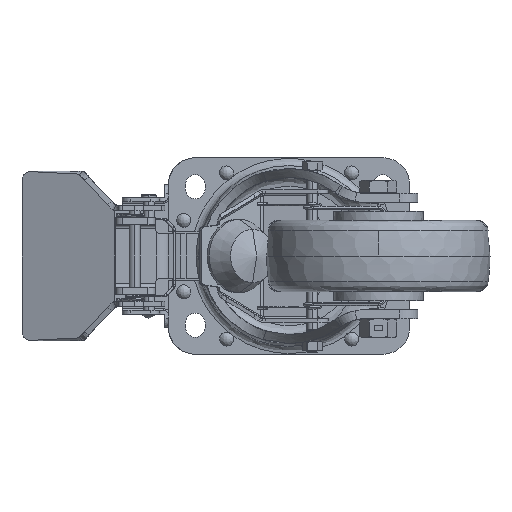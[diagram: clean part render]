
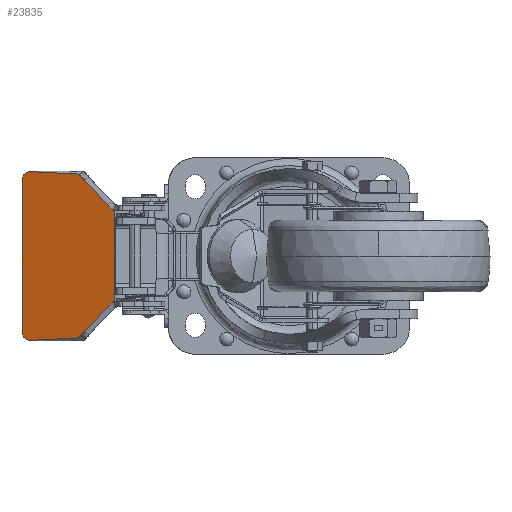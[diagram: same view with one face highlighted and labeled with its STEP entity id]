
A CAD part, front view. The second image highlights one B-rep face of the part: STEP entity #23835.
In plain terms, the highlighted planar face has unit normal (-0.342, -0.94, 0).
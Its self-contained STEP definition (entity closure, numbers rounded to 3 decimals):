
#22 = CARTESIAN_POINT ( 'NONE',  ( -149.366, 13.167, -43.576 ) ) ;
#265 = CARTESIAN_POINT ( 'NONE',  ( -98.298, -5.42, 25.25 ) ) ;
#1379 = CARTESIAN_POINT ( 'NONE',  ( -146.768, 12.222, 46.807 ) ) ;
#1679 = LINE ( 'NONE', #265, #24206 ) ;
#1947 = EDGE_CURVE ( 'NONE', #15855, #29317, #38310, .T. ) ;
#2083 = CARTESIAN_POINT ( 'NONE',  ( -149.4, 13.179, 43.4 ) ) ;
#2110 = CARTESIAN_POINT ( 'NONE',  ( -144.601, 11.433, -47.246 ) ) ;
#3023 = ORIENTED_EDGE ( 'NONE', *, *, #8387, .F. ) ;
#3852 = CARTESIAN_POINT ( 'NONE',  ( -97.529, -5.7, -25.25 ) ) ;
#3904 = CARTESIAN_POINT ( 'NONE',  ( -148.776, 12.953, -44.957 ) ) ;
#4022 = DIRECTION ( 'NONE',  ( -0.94, 0.342, 0. ) ) ;
#4428 = CARTESIAN_POINT ( 'NONE',  ( -146.766, 12.221, -46.817 ) ) ;
#4947 = DIRECTION ( 'NONE',  ( 0., 0., 1. ) ) ;
#5366 = DIRECTION ( 'NONE',  ( -0.94, 0.342, 0. ) ) ;
#5595 = CARTESIAN_POINT ( 'NONE',  ( -149.526, 13.225, 42.232 ) ) ;
#6659 = VECTOR ( 'NONE', #4947, 1000. ) ;
#6870 = CARTESIAN_POINT ( 'NONE',  ( -149.526, 13.225, 0. ) ) ;
#6890 = CARTESIAN_POINT ( 'NONE',  ( -98.026, -5.519, 47.5 ) ) ;
#7079 = EDGE_CURVE ( 'NONE', #45604, #25859, #13659, .T. ) ;
#7259 = DIRECTION ( 'NONE',  ( 0.939, -0.342, -0.048 ) ) ;
#7744 = CARTESIAN_POINT ( 'NONE',  ( -147.586, 12.519, -46.31 ) ) ;
#7910 = CARTESIAN_POINT ( 'NONE',  ( -149.014, 13.039, -44.516 ) ) ;
#8000 = EDGE_CURVE ( 'NONE', #28233, #33523, #38064, .T. ) ;
#8387 = EDGE_CURVE ( 'NONE', #19214, #33757, #8418, .T. ) ;
#8418 = B_SPLINE_CURVE_WITH_KNOTS ( 'NONE', 3,
 ( #36381, #28320, #44253, #51695, #40401, #31994, #39726, #4428, #27641, #7744, #15748, #47980, #27809, #3904, #31825, #7910, #11901, #19952, #22, #16619, #48836, #40739 ),
 .UNSPECIFIED., .F., .F.,
 ( 4, 2, 2, 2, 2, 2, 2, 2, 2, 2, 4 ),
 ( 0., 0.001, 0.002, 0.002, 0.003, 0.004, 0.005, 0.006, 0.006, 0.007, 0.008 ),
 .UNSPECIFIED. ) ;
#9285 = CARTESIAN_POINT ( 'NONE',  ( -97.529, -5.7, 47.5 ) ) ;
#9576 = CARTESIAN_POINT ( 'NONE',  ( -149.526, 13.225, 42.573 ) ) ;
#9752 = CARTESIAN_POINT ( 'NONE',  ( -145.239, 11.665, 47.244 ) ) ;
#9936 = CARTESIAN_POINT ( 'NONE',  ( -149.361, 13.165, 43.563 ) ) ;
#10103 = CARTESIAN_POINT ( 'NONE',  ( -97.529, -5.7, -25.25 ) ) ;
#11901 = CARTESIAN_POINT ( 'NONE',  ( -149.084, 13.064, -44.365 ) ) ;
#12177 = CARTESIAN_POINT ( 'NONE',  ( -98.298, -5.42, 25.25 ) ) ;
#13302 = ORIENTED_EDGE ( 'NONE', *, *, #8000, .T. ) ;
#13421 = CARTESIAN_POINT ( 'NONE',  ( -148.513, 12.857, 45.364 ) ) ;
#13486 = VERTEX_POINT ( 'NONE', #50459 ) ;
#13659 = LINE ( 'NONE', #30814, #49392 ) ;
#14115 = CARTESIAN_POINT ( 'NONE',  ( -149.267, 13.131, 43.885 ) ) ;
#14593 = EDGE_LOOP ( 'NONE', ( #23317, #3023, #26909, #13302, #48682, #51783, #32008, #45597, #48977, #23834 ) ) ;
#14725 = DIRECTION ( 'NONE',  ( -0.94, 0.342, 0. ) ) ;
#15748 = CARTESIAN_POINT ( 'NONE',  ( -147.841, 12.612, -46.098 ) ) ;
#15855 = VERTEX_POINT ( 'NONE', #36486 ) ;
#15872 = CARTESIAN_POINT ( 'NONE',  ( -149.526, 13.225, -42.232 ) ) ;
#16619 = CARTESIAN_POINT ( 'NONE',  ( -149.494, 13.214, -42.91 ) ) ;
#16683 = CARTESIAN_POINT ( 'NONE',  ( -117.66, 1.627, -45.856 ) ) ;
#17245 = DIRECTION ( 'NONE',  ( 0.939, -0.342, 0.048 ) ) ;
#17631 = CARTESIAN_POINT ( 'NONE',  ( -117.66, 1.627, 45.856 ) ) ;
#19214 = VERTEX_POINT ( 'NONE', #2110 ) ;
#19388 = CARTESIAN_POINT ( 'NONE',  ( -98.298, -5.42, -25.25 ) ) ;
#19952 = CARTESIAN_POINT ( 'NONE',  ( -149.27, 13.132, -43.901 ) ) ;
#21148 = EDGE_CURVE ( 'NONE', #47459, #15855, #48637, .T. ) ;
#21979 = CARTESIAN_POINT ( 'NONE',  ( -145.871, 11.895, 47.138 ) ) ;
#22421 = PLANE ( 'NONE',  #29952 ) ;
#23317 = ORIENTED_EDGE ( 'NONE', *, *, #31966, .T. ) ;
#23712 = VECTOR ( 'NONE', #39201, 1000. ) ;
#23834 = ORIENTED_EDGE ( 'NONE', *, *, #26702, .F. ) ;
#23835 = ADVANCED_FACE ( 'NONE', ( #45849 ), #22421, .T. ) ;
#24206 = VECTOR ( 'NONE', #44323, 1000. ) ;
#24923 = VECTOR ( 'NONE', #44673, 1000. ) ;
#25322 = CARTESIAN_POINT ( 'NONE',  ( -144.921, 11.549, 47.262 ) ) ;
#25328 = VECTOR ( 'NONE', #17245, 1000. ) ;
#25837 = CARTESIAN_POINT ( 'NONE',  ( -149.211, 13.111, 44.046 ) ) ;
#25859 = VERTEX_POINT ( 'NONE', #17631 ) ;
#26013 = CARTESIAN_POINT ( 'NONE',  ( -149.494, 13.214, 42.907 ) ) ;
#26436 = DIRECTION ( 'NONE',  ( -0.342, -0.94, 0. ) ) ;
#26702 = EDGE_CURVE ( 'NONE', #13486, #45604, #27876, .T. ) ;
#26909 = ORIENTED_EDGE ( 'NONE', *, *, #33919, .T. ) ;
#27641 = CARTESIAN_POINT ( 'NONE',  ( -147.05, 12.324, -46.668 ) ) ;
#27809 = CARTESIAN_POINT ( 'NONE',  ( -148.504, 12.853, -45.376 ) ) ;
#27876 = B_SPLINE_CURVE_WITH_KNOTS ( 'NONE', 3,
 ( #5595, #9576, #26013, #2083, #9936, #14115, #25837, #33899, #49674, #13421, #41392, #45441, #29681, #30027, #37910, #1379, #37561, #34079, #21979, #9752, #25322, #29326 ),
 .UNSPECIFIED., .F., .F.,
 ( 4, 2, 2, 2, 2, 2, 2, 2, 2, 2, 4 ),
 ( 0., 0.001, 0.002, 0.002, 0.003, 0.004, 0.005, 0.006, 0.006, 0.007, 0.008 ),
 .UNSPECIFIED. ) ;
#28233 = VERTEX_POINT ( 'NONE', #37849 ) ;
#28255 = CARTESIAN_POINT ( 'NONE',  ( -144.601, 11.433, 47.246 ) ) ;
#28320 = CARTESIAN_POINT ( 'NONE',  ( -144.921, 11.549, -47.262 ) ) ;
#29317 = VERTEX_POINT ( 'NONE', #12177 ) ;
#29326 = CARTESIAN_POINT ( 'NONE',  ( -144.601, 11.433, 47.246 ) ) ;
#29681 = CARTESIAN_POINT ( 'NONE',  ( -147.597, 12.523, 46.301 ) ) ;
#29952 = AXIS2_PLACEMENT_3D ( 'NONE', #6890, #26436, #14725 ) ;
#30027 = CARTESIAN_POINT ( 'NONE',  ( -147.193, 12.376, 46.572 ) ) ;
#30814 = CARTESIAN_POINT ( 'NONE',  ( -131.353, 6.611, 46.562 ) ) ;
#31825 = CARTESIAN_POINT ( 'NONE',  ( -148.861, 12.983, -44.812 ) ) ;
#31966 = EDGE_CURVE ( 'NONE', #13486, #33757, #34373, .T. ) ;
#31994 = CARTESIAN_POINT ( 'NONE',  ( -146.165, 12.002, -47.047 ) ) ;
#32008 = ORIENTED_EDGE ( 'NONE', *, *, #1947, .T. ) ;
#33513 = VECTOR ( 'NONE', #4022, 1000. ) ;
#33523 = VERTEX_POINT ( 'NONE', #19388 ) ;
#33757 = VERTEX_POINT ( 'NONE', #15872 ) ;
#33764 = EDGE_CURVE ( 'NONE', #47459, #33523, #34178, .T. ) ;
#33899 = CARTESIAN_POINT ( 'NONE',  ( -149.024, 13.043, 44.514 ) ) ;
#33919 = EDGE_CURVE ( 'NONE', #19214, #28233, #46626, .T. ) ;
#34079 = CARTESIAN_POINT ( 'NONE',  ( -146.179, 12.007, 47.051 ) ) ;
#34178 = LINE ( 'NONE', #3852, #33513 ) ;
#34373 = LINE ( 'NONE', #6870, #23712 ) ;
#36381 = CARTESIAN_POINT ( 'NONE',  ( -144.601, 11.433, -47.246 ) ) ;
#36486 = CARTESIAN_POINT ( 'NONE',  ( -97.529, -5.7, 25.25 ) ) ;
#37532 = CARTESIAN_POINT ( 'NONE',  ( -131.353, 6.611, -46.562 ) ) ;
#37561 = CARTESIAN_POINT ( 'NONE',  ( -146.623, 12.169, 46.874 ) ) ;
#37849 = CARTESIAN_POINT ( 'NONE',  ( -117.66, 1.627, -45.856 ) ) ;
#37910 = CARTESIAN_POINT ( 'NONE',  ( -147.053, 12.325, 46.656 ) ) ;
#38064 = LINE ( 'NONE', #16683, #24923 ) ;
#38310 = LINE ( 'NONE', #41164, #50909 ) ;
#39201 = DIRECTION ( 'NONE',  ( 0., 0., -1. ) ) ;
#39726 = CARTESIAN_POINT ( 'NONE',  ( -146.318, 12.058, -46.996 ) ) ;
#40401 = CARTESIAN_POINT ( 'NONE',  ( -145.858, 11.89, -47.132 ) ) ;
#40739 = CARTESIAN_POINT ( 'NONE',  ( -149.526, 13.225, -42.232 ) ) ;
#41164 = CARTESIAN_POINT ( 'NONE',  ( -97.529, -5.7, 25.25 ) ) ;
#41392 = CARTESIAN_POINT ( 'NONE',  ( -148.303, 12.78, 45.626 ) ) ;
#44001 = EDGE_CURVE ( 'NONE', #29317, #25859, #1679, .T. ) ;
#44253 = CARTESIAN_POINT ( 'NONE',  ( -145.237, 11.664, -47.244 ) ) ;
#44323 = DIRECTION ( 'NONE',  ( -0.664, 0.242, 0.707 ) ) ;
#44673 = DIRECTION ( 'NONE',  ( 0.664, -0.242, 0.707 ) ) ;
#45441 = CARTESIAN_POINT ( 'NONE',  ( -147.846, 12.614, 46.093 ) ) ;
#45597 = ORIENTED_EDGE ( 'NONE', *, *, #44001, .T. ) ;
#45604 = VERTEX_POINT ( 'NONE', #28255 ) ;
#45849 = FACE_OUTER_BOUND ( 'NONE', #14593, .T. ) ;
#46626 = LINE ( 'NONE', #37532, #25328 ) ;
#47459 = VERTEX_POINT ( 'NONE', #10103 ) ;
#47980 = CARTESIAN_POINT ( 'NONE',  ( -148.299, 12.779, -45.632 ) ) ;
#48637 = LINE ( 'NONE', #9285, #6659 ) ;
#48682 = ORIENTED_EDGE ( 'NONE', *, *, #33764, .F. ) ;
#48836 = CARTESIAN_POINT ( 'NONE',  ( -149.526, 13.225, -42.573 ) ) ;
#48977 = ORIENTED_EDGE ( 'NONE', *, *, #7079, .F. ) ;
#49392 = VECTOR ( 'NONE', #7259, 1000. ) ;
#49674 = CARTESIAN_POINT ( 'NONE',  ( -148.872, 12.987, 44.809 ) ) ;
#50459 = CARTESIAN_POINT ( 'NONE',  ( -149.526, 13.225, 42.232 ) ) ;
#50909 = VECTOR ( 'NONE', #5366, 1000. ) ;
#51695 = CARTESIAN_POINT ( 'NONE',  ( -145.703, 11.834, -47.167 ) ) ;
#51783 = ORIENTED_EDGE ( 'NONE', *, *, #21148, .T. ) ;
